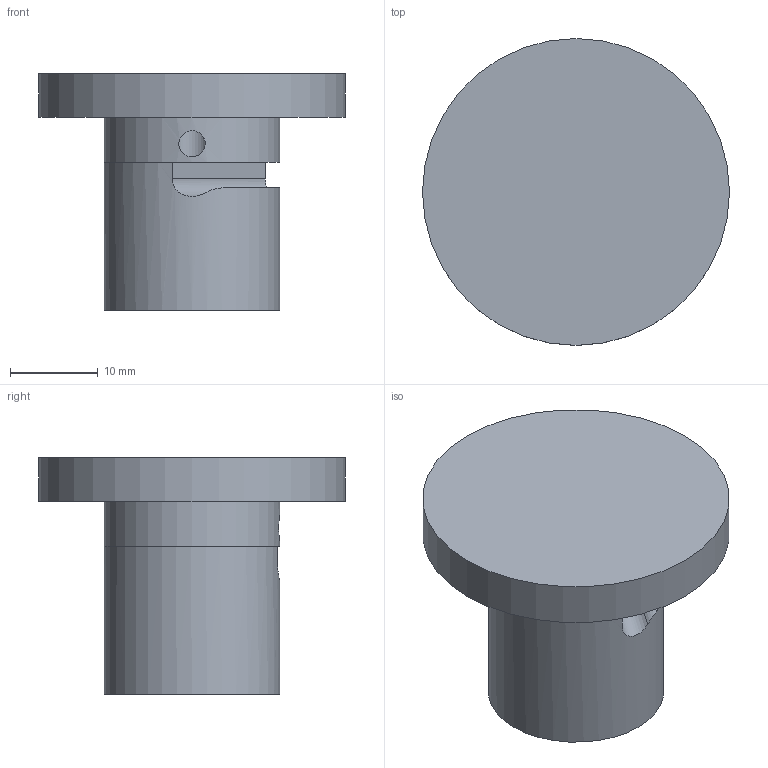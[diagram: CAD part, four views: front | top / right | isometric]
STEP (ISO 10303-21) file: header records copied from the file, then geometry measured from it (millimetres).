
FILE_DESCRIPTION(/* description */ (''),/* implementation_level */ '2;1');
FILE_NAME(/* name */ 'Bague Verrouillage.step',/* time_stamp */ '2023-10-03T17:43:01+02:00',/* author */ (''),/* organization */ (''),/* preprocessor_version */ 'ST-DEVELOPER v20',/* originating_system */ 'Autodesk Translation Framework v12.9.0.99',/* authorisation */ '');
FILE_SCHEMA (('AUTOMOTIVE_DESIGN { 1 0 10303 214 3 1 1 }'));
Length unit declared in the file: millimetre
Products named in the file (3): CONNEXE FAB; Composant14; Composant21
Assembly tree (2 placements, depth 2):
  CONNEXE FAB
    Composant14
    Composant21
Bounding box: 35 x 35 x 27 mm (x, y, z)
Volume: 11106.4 mm3; surface area: 4783.2 mm2
Topology: 2 solids, 2 shells, 16 faces, 34 edges, 24 vertices
Faces by surface type: plane 8, cylinder 8
Full cylindrical faces by diameter (mm): 3 x1, 4 x2, 20 x2, 35 x1
Entity records: 637 total; most frequent: CARTESIAN_POINT 204, DIRECTION 76, ORIENTED_EDGE 68, EDGE_CURVE 34, AXIS2_PLACEMENT_3D 32, VERTEX_POINT 24, EDGE_LOOP 22, FACE_OUTER_BOUND 16
